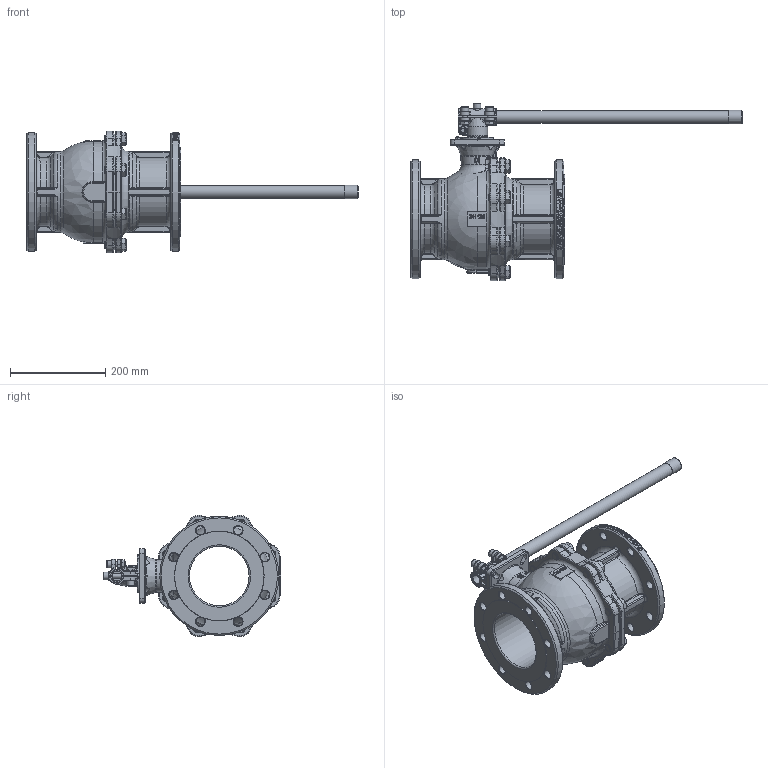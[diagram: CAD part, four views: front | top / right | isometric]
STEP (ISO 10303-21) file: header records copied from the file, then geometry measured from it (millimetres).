
FILE_DESCRIPTION (( 'STEP AP214' ), '1' );
FILE_NAME ('DVGW-FK-500W16-4-71ME 2212.STEP', '2022-12-01T14:58:31', ( '' ), ( '' ), 'SwSTEP 2.0', 'SolidWorks 2019', '' );
FILE_SCHEMA (( 'AUTOMOTIVE_DESIGN' ));
Length unit declared in the file: millimetre
Products named in the file (1): DVGW-FK-500W16-4-71ME 2212
Bounding box: 697 x 372.6 x 254.83 mm (x, y, z)
Volume: 6250289 mm3; surface area: 708628.3 mm2
Topology: 2 solids, 2 shells, 1438 faces, 3675 edges, 2246 vertices
Faces by surface type: plane 496, cylinder 351, bspline 247, torus 221, cone 118, sphere 5
Full cylindrical faces by diameter (mm): 6 x2, 10 x8, 11 x9, 14.917 x8, 16 x20, 18 x8, 18.5 x16, 20 x1, 20.9 x1, 22 x8, 26.9 x1, 28.9 x1, 39.7 x2, 125 x1, 170 x2, 188 x2, 250 x2
Entity records: 58792 total; most frequent: CARTESIAN_POINT 25193, ORIENTED_EDGE 6764, DIRECTION 5763, EDGE_CURVE 3382, AXIS2_PLACEMENT_3D 2322, VERTEX_POINT 2176, EDGE_LOOP 1742, FACE_OUTER_BOUND 1568
